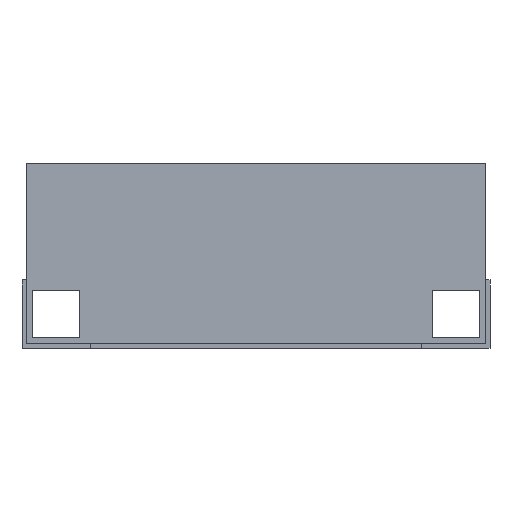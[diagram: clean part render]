
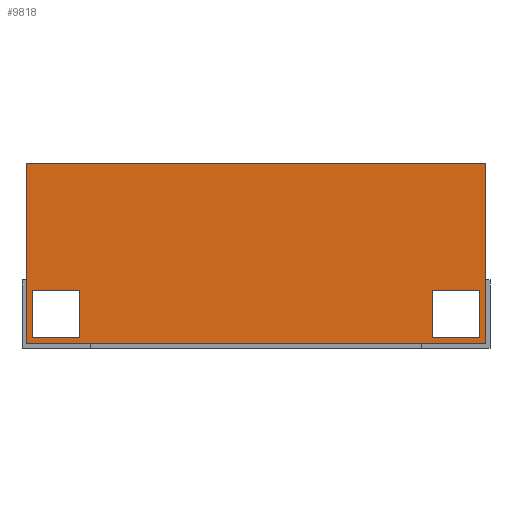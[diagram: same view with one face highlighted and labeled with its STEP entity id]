
A CAD part, front view. The second image highlights one B-rep face of the part: STEP entity #9818.
In plain terms, the highlighted face is planar.
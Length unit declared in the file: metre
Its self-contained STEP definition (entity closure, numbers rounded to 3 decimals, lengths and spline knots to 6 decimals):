
#1901=ORIENTED_EDGE('',*,*,#4708,.T.);
#1902=ORIENTED_EDGE('',*,*,#4625,.F.);
#1903=ORIENTED_EDGE('',*,*,#4114,.F.);
#1904=ORIENTED_EDGE('',*,*,#4469,.T.);
#1905=ORIENTED_EDGE('',*,*,#3893,.T.);
#1906=ORIENTED_EDGE('',*,*,#3780,.T.);
#1907=ORIENTED_EDGE('',*,*,#4503,.F.);
#1908=ORIENTED_EDGE('',*,*,#4335,.F.);
#1909=ORIENTED_EDGE('',*,*,#4664,.T.);
#1910=ORIENTED_EDGE('',*,*,#3840,.T.);
#1911=ORIENTED_EDGE('',*,*,#3946,.F.);
#1912=ORIENTED_EDGE('',*,*,#4333,.F.);
#3780=EDGE_CURVE('',#5228,#5231,#6204,.T.);
#3840=EDGE_CURVE('',#5288,#5291,#6239,.T.);
#3893=EDGE_CURVE('',#5341,#5228,#6269,.T.);
#3946=EDGE_CURVE('',#5393,#5291,#6299,.T.);
#4114=EDGE_CURVE('',#5527,#5528,#6400,.T.);
#4333=EDGE_CURVE('',#5741,#5393,#6518,.T.);
#4335=EDGE_CURVE('',#5341,#5742,#6520,.T.);
#4469=EDGE_CURVE('',#5527,#5872,#6591,.T.);
#4503=EDGE_CURVE('',#5742,#5231,#6609,.T.);
#4625=EDGE_CURVE('',#5528,#6019,#6675,.T.);
#4664=EDGE_CURVE('',#5741,#5288,#6697,.T.);
#4708=EDGE_CURVE('',#5872,#6019,#6719,.T.);
#5228=VERTEX_POINT('',#14392);
#5231=VERTEX_POINT('',#14397);
#5288=VERTEX_POINT('',#14514);
#5291=VERTEX_POINT('',#14519);
#5341=VERTEX_POINT('',#14623);
#5393=VERTEX_POINT('',#14731);
#5527=VERTEX_POINT('',#15091);
#5528=VERTEX_POINT('',#15093);
#5741=VERTEX_POINT('',#15526);
#5742=VERTEX_POINT('',#15530);
#5872=VERTEX_POINT('',#15795);
#6019=VERTEX_POINT('',#16104);
#6204=LINE('',#14398,#7221);
#6239=LINE('',#14520,#7256);
#6269=LINE('',#14626,#7286);
#6299=LINE('',#14732,#7316);
#6400=LINE('',#15092,#7417);
#6518=LINE('',#15527,#7535);
#6520=LINE('',#15529,#7537);
#6591=LINE('',#15796,#7608);
#6609=LINE('',#15862,#7626);
#6675=LINE('',#16103,#7692);
#6697=LINE('',#16179,#7714);
#6719=LINE('',#16267,#7736);
#7221=VECTOR('',#11454,1.);
#7256=VECTOR('',#11543,1.);
#7286=VECTOR('',#11623,1.);
#7316=VECTOR('',#11703,1.);
#7417=VECTOR('',#11998,1.);
#7535=VECTOR('',#12322,1.);
#7537=VECTOR('',#12324,1.);
#7608=VECTOR('',#12525,1.);
#7626=VECTOR('',#12577,1.);
#7692=VECTOR('',#12763,1.);
#7714=VECTOR('',#12821,1.);
#7736=VECTOR('',#12889,1.);
#8376=EDGE_LOOP('',(#1901,#1902,#1903,#1904));
#8377=EDGE_LOOP('',(#1905,#1906,#1907,#1908));
#8378=EDGE_LOOP('',(#1909,#1910,#1911,#1912));
#9037=FACE_BOUND('',#8376,.T.);
#9038=FACE_BOUND('',#8377,.T.);
#9039=FACE_BOUND('',#8378,.T.);
#9528=PLANE('',#10806);
#9818=ADVANCED_FACE('',(#9037,#9038,#9039),#9528,.T.);
#10806=AXIS2_PLACEMENT_3D('',#16266,#12887,#12888);
#11454=DIRECTION('',(1.,0.,0.));
#11543=DIRECTION('',(1.,0.,0.));
#11623=DIRECTION('',(0.,1.,0.));
#11703=DIRECTION('',(0.,1.,0.));
#11998=DIRECTION('',(-1.,0.,0.));
#12322=DIRECTION('',(1.,0.,0.));
#12324=DIRECTION('',(1.,0.,0.));
#12525=DIRECTION('',(0.,1.,0.));
#12577=DIRECTION('',(0.,1.,0.));
#12763=DIRECTION('',(0.,1.,0.));
#12821=DIRECTION('',(0.,1.,0.));
#12887=DIRECTION('',(0.,0.,1.));
#12888=DIRECTION('',(1.,0.,0.));
#12889=DIRECTION('',(-1.,0.,0.));
#14392=CARTESIAN_POINT('',(0.005,-0.0314,0.0764));
#14397=CARTESIAN_POINT('',(0.045,-0.0314,0.0764));
#14398=CARTESIAN_POINT('',(0.05,-0.0314,0.0764));
#14514=CARTESIAN_POINT('',(-0.335,-0.0314,0.0764));
#14519=CARTESIAN_POINT('',(-0.295,-0.0314,0.0764));
#14520=CARTESIAN_POINT('',(0.05,-0.0314,0.0764));
#14623=CARTESIAN_POINT('',(0.005,-0.0714,0.0764));
#14626=CARTESIAN_POINT('',(0.005,0.,0.0764));
#14731=CARTESIAN_POINT('',(-0.295,-0.0714,0.0764));
#14732=CARTESIAN_POINT('',(-0.295,0.,0.0764));
#15091=CARTESIAN_POINT('',(0.05,-0.0764,0.0764));
#15092=CARTESIAN_POINT('',(0.05,-0.0764,0.0764));
#15093=CARTESIAN_POINT('',(-0.34,-0.0764,0.0764));
#15526=CARTESIAN_POINT('',(-0.335,-0.0714,0.0764));
#15527=CARTESIAN_POINT('',(0.05,-0.0714,0.0764));
#15529=CARTESIAN_POINT('',(0.05,-0.0714,0.0764));
#15530=CARTESIAN_POINT('',(0.045,-0.0714,0.0764));
#15795=CARTESIAN_POINT('',(0.05,0.0764,0.0764));
#15796=CARTESIAN_POINT('',(0.05,0.,0.0764));
#15862=CARTESIAN_POINT('',(0.045,0.,0.0764));
#16103=CARTESIAN_POINT('',(-0.34,0.,0.0764));
#16104=CARTESIAN_POINT('',(-0.34,0.0764,0.0764));
#16179=CARTESIAN_POINT('',(-0.335,0.,0.0764));
#16266=CARTESIAN_POINT('',(0.05,0.,0.0764));
#16267=CARTESIAN_POINT('',(0.05,0.0764,0.0764));
